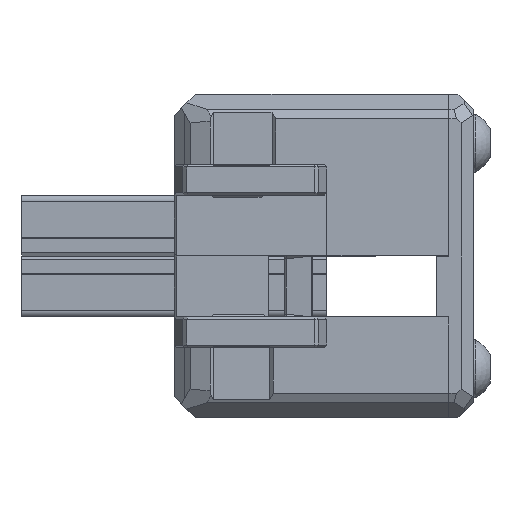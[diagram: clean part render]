
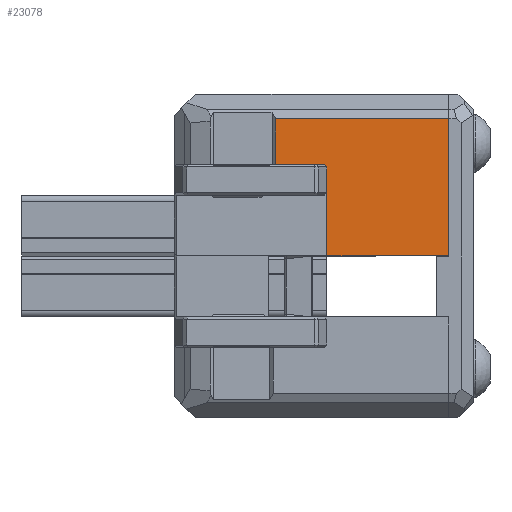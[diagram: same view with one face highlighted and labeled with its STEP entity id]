
A CAD part, left-side view. The second image highlights one B-rep face of the part: STEP entity #23078.
In plain terms, the highlighted planar face has unit normal (-1, 0, 0).
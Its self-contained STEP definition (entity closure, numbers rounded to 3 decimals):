
#1106=PLANE('',#24852);
#2262=FACE_OUTER_BOUND('',#3593,.T.);
#3593=EDGE_LOOP('',(#20301,#20302,#20303,#20304,#20305,#20306,#20307));
#6108=LINE('',#37415,#8823);
#6111=LINE('',#37421,#8826);
#6120=LINE('',#37436,#8835);
#6121=LINE('',#37438,#8836);
#6122=LINE('',#37440,#8837);
#6123=LINE('',#37442,#8838);
#6124=LINE('',#37443,#8839);
#8823=VECTOR('',#30177,10.);
#8826=VECTOR('',#30182,13.5);
#8835=VECTOR('',#30193,10.);
#8836=VECTOR('',#30194,10.);
#8837=VECTOR('',#30195,10.);
#8838=VECTOR('',#30196,13.5);
#8839=VECTOR('',#30197,20.);
#11535=VERTEX_POINT('',#37412);
#11536=VERTEX_POINT('',#37414);
#11538=VERTEX_POINT('',#37420);
#11543=VERTEX_POINT('',#37435);
#11544=VERTEX_POINT('',#37437);
#11545=VERTEX_POINT('',#37439);
#11546=VERTEX_POINT('',#37441);
#14524=EDGE_CURVE('',#11535,#11536,#6108,.T.);
#14527=EDGE_CURVE('',#11536,#11538,#6111,.T.);
#14536=EDGE_CURVE('',#11543,#11535,#6120,.T.);
#14537=EDGE_CURVE('',#11544,#11543,#6121,.T.);
#14538=EDGE_CURVE('',#11545,#11544,#6122,.T.);
#14539=EDGE_CURVE('',#11545,#11546,#6123,.T.);
#14540=EDGE_CURVE('',#11546,#11538,#6124,.T.);
#20301=ORIENTED_EDGE('',*,*,#14524,.F.);
#20302=ORIENTED_EDGE('',*,*,#14536,.F.);
#20303=ORIENTED_EDGE('',*,*,#14537,.F.);
#20304=ORIENTED_EDGE('',*,*,#14538,.F.);
#20305=ORIENTED_EDGE('',*,*,#14539,.T.);
#20306=ORIENTED_EDGE('',*,*,#14540,.T.);
#20307=ORIENTED_EDGE('',*,*,#14527,.F.);
#23078=ADVANCED_FACE('',(#2262),#1106,.T.);
#24852=AXIS2_PLACEMENT_3D('',#37434,#30191,#30192);
#30177=DIRECTION('',(0.,-1.,0.));
#30182=DIRECTION('',(0.,0.,-1.));
#30191=DIRECTION('center_axis',(-1.,0.,0.));
#30192=DIRECTION('ref_axis',(0.,1.,0.));
#30193=DIRECTION('',(0.,0.,1.));
#30194=DIRECTION('',(0.,1.,0.));
#30195=DIRECTION('',(0.,0.707,0.707));
#30196=DIRECTION('',(0.,0.,-1.));
#30197=DIRECTION('',(0.,-1.,0.));
#37412=CARTESIAN_POINT('',(-94.878,21.247,110.906));
#37414=CARTESIAN_POINT('',(-94.878,-7.153,110.906));
#37415=CARTESIAN_POINT('',(-94.878,4.597,110.906));
#37420=CARTESIAN_POINT('',(-94.878,-7.153,88.406));
#37421=CARTESIAN_POINT('',(-94.878,-7.153,101.906));
#37434=CARTESIAN_POINT('Origin',(-94.878,16.347,86.659));
#37435=CARTESIAN_POINT('',(-94.878,21.247,103.406));
#37436=CARTESIAN_POINT('',(-94.878,21.247,88.91));
#37437=CARTESIAN_POINT('',(-94.878,13.247,103.406));
#37438=CARTESIAN_POINT('',(-94.878,-5.403,103.406));
#37439=CARTESIAN_POINT('',(-94.878,12.847,103.006));
#37440=CARTESIAN_POINT('',(-94.878,6.897,97.056));
#37441=CARTESIAN_POINT('',(-94.878,12.847,88.406));
#37442=CARTESIAN_POINT('',(-94.878,12.847,101.906));
#37443=CARTESIAN_POINT('',(-94.878,12.847,88.406));
